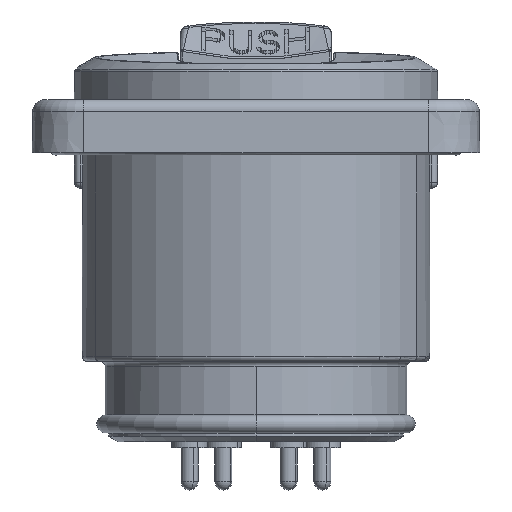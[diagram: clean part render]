
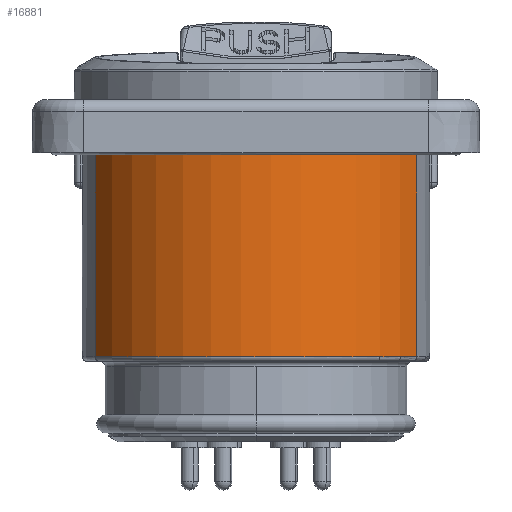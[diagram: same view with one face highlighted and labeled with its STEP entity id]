
A CAD part, front view. The second image highlights one B-rep face of the part: STEP entity #16881.
In plain terms, the highlighted cylindrical face has radius 15.5 mm (diameter 31 mm), a partial arc.
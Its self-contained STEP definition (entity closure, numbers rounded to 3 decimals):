
#2531=CARTESIAN_POINT('',(0.,1.75,13.2));
#2532=DIRECTION('',(0.,0.,-1.));
#2533=DIRECTION('',(0.88,-0.475,0.));
#2534=AXIS2_PLACEMENT_3D('',#2531,#2532,#2533);
#3168=DIRECTION('',(0.,0.,1.));
#3169=VECTOR('',#3168,17.3);
#3170=CARTESIAN_POINT('',(13.643,-5.607,-4.1));
#3171=LINE('',#3170,#3169);
#3182=DIRECTION('',(0.,0.,1.));
#3183=VECTOR('',#3182,17.3);
#3184=CARTESIAN_POINT('',(-13.643,-5.607,-4.1));
#3185=LINE('',#3184,#3183);
#3559=CARTESIAN_POINT('',(0.,1.75,-4.1));
#3560=DIRECTION('',(0.,0.,-1.));
#3561=DIRECTION('',(0.88,-0.475,0.));
#3562=AXIS2_PLACEMENT_3D('',#3559,#3560,#3561);
#11948=CARTESIAN_POINT('',(13.643,-5.607,13.2));
#11949=CARTESIAN_POINT('',(-13.643,-5.607,13.2));
#11950=VERTEX_POINT('',#11948);
#11951=VERTEX_POINT('',#11949);
#12008=CARTESIAN_POINT('',(13.643,-5.607,-4.1));
#12009=CARTESIAN_POINT('',(-13.643,-5.607,-4.1));
#12010=VERTEX_POINT('',#12008);
#12011=VERTEX_POINT('',#12009);
#16870=CARTESIAN_POINT('',(0.,1.75,13.2));
#16871=DIRECTION('',(0.,0.,1.));
#16872=DIRECTION('',(1.,0.,0.));
#16873=AXIS2_PLACEMENT_3D('',#16870,#16871,#16872);
#16874=CYLINDRICAL_SURFACE('',#16873,15.5);
#16875=ORIENTED_EDGE('',*,*,#16861,.T.);
#16876=ORIENTED_EDGE('',*,*,#16275,.T.);
#16877=ORIENTED_EDGE('',*,*,#15297,.F.);
#16878=ORIENTED_EDGE('',*,*,#16254,.F.);
#16879=EDGE_LOOP('',(#16875,#16876,#16877,#16878));
#16880=FACE_OUTER_BOUND('',#16879,.F.);
#16881=ADVANCED_FACE('',(#16880),#16874,.T.);
#2535=CIRCLE('',#2534,15.5);
#3563=CIRCLE('',#3562,15.5);
#15297=EDGE_CURVE('',#11950,#11951,#2535,.T.);
#16254=EDGE_CURVE('',#12010,#11950,#3171,.T.);
#16275=EDGE_CURVE('',#12011,#11951,#3185,.T.);
#16861=EDGE_CURVE('',#12010,#12011,#3563,.T.);
